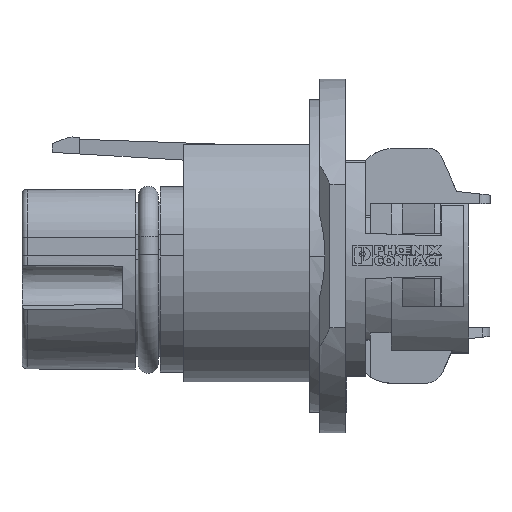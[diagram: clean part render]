
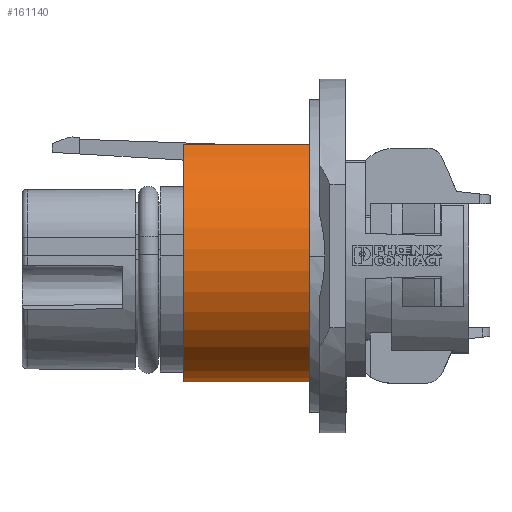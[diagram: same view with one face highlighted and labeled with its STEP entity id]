
A CAD part, left-side view. The second image highlights one B-rep face of the part: STEP entity #161140.
In plain terms, the highlighted cylindrical face has radius 12.48 mm (diameter 24.96 mm), a partial arc.
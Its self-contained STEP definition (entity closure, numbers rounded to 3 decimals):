
#2870=CARTESIAN_POINT('',(-5.895,23.8,-2.1));
#2880=VERTEX_POINT('',#2870);
#2990=CARTESIAN_POINT('',(5.895,23.8,-2.1));
#3000=VERTEX_POINT('',#2990);
#3030=CARTESIAN_POINT('',(0.,12.8,-2.1));
#3040=DIRECTION('',(0.,0.,1.));
#3050=DIRECTION('',(-1.,0.,0.));
#3060=AXIS2_PLACEMENT_3D('',#3030,#3040,#3050);
#3070=CIRCLE('',#3060,12.48);
#3080=EDGE_CURVE('',#2880,#3000,#3070,.T.);
#9840=CARTESIAN_POINT('',(5.895,23.8,-15.6));
#9850=DIRECTION('',(0.,0.,1.));
#9860=VECTOR('',#9850,1.);
#9870=LINE('',#9840,#9860);
#9880=CARTESIAN_POINT('',(5.895,23.8,-14.596));
#9890=VERTEX_POINT('',#9880);
#9900=EDGE_CURVE('',#9890,#3000,#9870,.T.);
#9970=CARTESIAN_POINT('',(-5.895,23.8,-15.6));
#9980=DIRECTION('',(0.,0.,1.));
#9990=VECTOR('',#9980,1.);
#10000=LINE('',#9970,#9990);
#10010=CARTESIAN_POINT('',(-5.895,23.8,-14.596));
#10020=VERTEX_POINT('',#10010);
#10030=EDGE_CURVE('',#10020,#2880,#10000,.T.);
#132750=CARTESIAN_POINT('',(0.,12.8,-14.596))
;
#132760=DIRECTION('',(0.,0.,1.));
#132770=DIRECTION('',(0.,-1.,0.));
#132780=AXIS2_PLACEMENT_3D('',#132750,#132760,#132770);
#132790=CIRCLE('',#132780,12.48);
#132800=EDGE_CURVE('',#10020,#9890,#132790,.T.);
#161030=CARTESIAN_POINT('',(0.,12.8,-15.6))
;
#161040=DIRECTION('',(0.,0.,1.));
#161050=DIRECTION('',(0.,-1.,0.));
#161060=AXIS2_PLACEMENT_3D('',#161030,#161040,#161050);
#161070=CYLINDRICAL_SURFACE('',#161060,12.48);
#161080=ORIENTED_EDGE('',*,*,#132800,.T.);
#161090=ORIENTED_EDGE('',*,*,#10030,.F.);
#161100=ORIENTED_EDGE('',*,*,#3080,.F.);
#161110=ORIENTED_EDGE('',*,*,#9900,.T.);
#161120=EDGE_LOOP('',(#161110,#161100,#161090,#161080));
#161130=FACE_OUTER_BOUND('',#161120,.T.);
#161140=ADVANCED_FACE('',(#161130),#161070,.T.);
